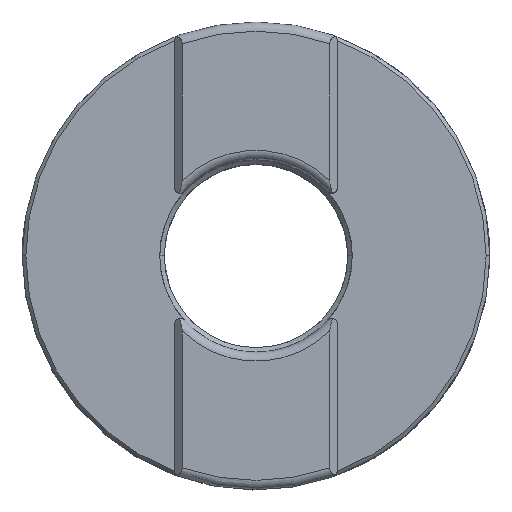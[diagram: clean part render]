
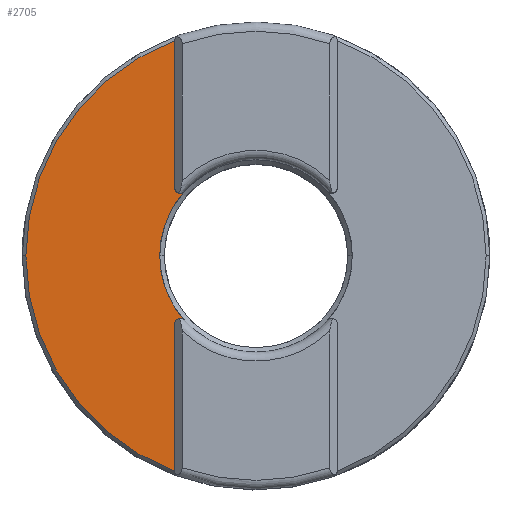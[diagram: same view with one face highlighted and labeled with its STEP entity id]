
A CAD part, top view. The second image highlights one B-rep face of the part: STEP entity #2705.
In plain terms, the highlighted planar face has unit normal (0, 0, 1).
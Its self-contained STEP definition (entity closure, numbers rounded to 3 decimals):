
#24 = CARTESIAN_POINT ( 'NONE',  ( -12.55, 0., 10.2 ) ) ;
#42 = DIRECTION ( 'NONE',  ( 1., 0., 0. ) ) ;
#43 = VERTEX_POINT ( 'NONE', #2406 ) ;
#63 = DIRECTION ( 'NONE',  ( 0., 1., 0. ) ) ;
#124 = CARTESIAN_POINT ( 'NONE',  ( -4.43, 11.956, 10.2 ) ) ;
#195 = CIRCLE ( 'NONE', #1492, 5.25 ) ;
#213 = CARTESIAN_POINT ( 'NONE',  ( -5.25, 0., 10.2 ) ) ;
#222 = ORIENTED_EDGE ( 'NONE', *, *, #2781, .T. ) ;
#241 = AXIS2_PLACEMENT_3D ( 'NONE', #1348, #580, #1835 ) ;
#300 = CARTESIAN_POINT ( 'NONE',  ( 0., 0., 10.2 ) ) ;
#301 = VERTEX_POINT ( 'NONE', #399 ) ;
#326 = CARTESIAN_POINT ( 'NONE',  ( -4.43, 11.956, 10.2 ) ) ;
#352 = DIRECTION ( 'NONE',  ( 1., 0., 0. ) ) ;
#399 = CARTESIAN_POINT ( 'NONE',  ( -3.907, -3.507, 10.2 ) ) ;
#437 = VERTEX_POINT ( 'NONE', #2328 ) ;
#490 = ORIENTED_EDGE ( 'NONE', *, *, #2242, .T. ) ;
#537 = AXIS2_PLACEMENT_3D ( 'NONE', #1426, #2206, #3307 ) ;
#549 = EDGE_LOOP ( 'NONE', ( #2826, #490, #1263, #1182, #1993, #222, #3180, #2155 ) ) ;
#558 = CARTESIAN_POINT ( 'NONE',  ( -4.43, -11.742, 10.2 ) ) ;
#580 = DIRECTION ( 'NONE',  ( 0., 0., -1. ) ) ;
#616 = DIRECTION ( 'NONE',  ( 0., 0., -1. ) ) ;
#774 = DIRECTION ( 'NONE',  ( 1., 0., 0. ) ) ;
#797 = EDGE_CURVE ( 'NONE', #1074, #437, #2308, .T. ) ;
#1043 = DIRECTION ( 'NONE',  ( 1., 0., 0. ) ) ;
#1074 = VERTEX_POINT ( 'NONE', #2333 ) ;
#1161 = CARTESIAN_POINT ( 'NONE',  ( -4.13, -3.708, 10.2 ) ) ;
#1182 = ORIENTED_EDGE ( 'NONE', *, *, #2268, .T. ) ;
#1263 = ORIENTED_EDGE ( 'NONE', *, *, #1871, .T. ) ;
#1269 = EDGE_CURVE ( 'NONE', #1578, #2887, #1622, .T. ) ;
#1299 = DIRECTION ( 'NONE',  ( 0., 0., -1. ) ) ;
#1348 = CARTESIAN_POINT ( 'NONE',  ( -4.13, 3.708, 10.2 ) ) ;
#1426 = CARTESIAN_POINT ( 'NONE',  ( 0., 0., 10.2 ) ) ;
#1492 = AXIS2_PLACEMENT_3D ( 'NONE', #3166, #1299, #774 ) ;
#1578 = VERTEX_POINT ( 'NONE', #558 ) ;
#1622 = LINE ( 'NONE', #326, #2303 ) ;
#1632 = VECTOR ( 'NONE', #3257, 1000. ) ;
#1661 = CIRCLE ( 'NONE', #2929, 5.25 ) ;
#1753 = CARTESIAN_POINT ( 'NONE',  ( -4.43, -3.708, 10.2 ) ) ;
#1831 = VERTEX_POINT ( 'NONE', #213 ) ;
#1835 = DIRECTION ( 'NONE',  ( 1., 0., 0. ) ) ;
#1871 = EDGE_CURVE ( 'NONE', #301, #1831, #195, .T. ) ;
#1993 = ORIENTED_EDGE ( 'NONE', *, *, #797, .T. ) ;
#1998 = CARTESIAN_POINT ( 'NONE',  ( 0., 0., 10.2 ) ) ;
#2012 = VERTEX_POINT ( 'NONE', #24 ) ;
#2123 = EDGE_CURVE ( 'NONE', #2012, #43, #2379, .T. ) ;
#2133 = PLANE ( 'NONE',  #2234 ) ;
#2155 = ORIENTED_EDGE ( 'NONE', *, *, #2625, .F. ) ;
#2206 = DIRECTION ( 'NONE',  ( 0., 0., -1. ) ) ;
#2234 = AXIS2_PLACEMENT_3D ( 'NONE', #2361, #3442, #1043 ) ;
#2242 = EDGE_CURVE ( 'NONE', #2887, #301, #3380, .T. ) ;
#2268 = EDGE_CURVE ( 'NONE', #1831, #1074, #1661, .T. ) ;
#2303 = VECTOR ( 'NONE', #63, 1000. ) ;
#2308 = CIRCLE ( 'NONE', #241, 0.3 ) ;
#2316 = AXIS2_PLACEMENT_3D ( 'NONE', #1161, #616, #352 ) ;
#2328 = CARTESIAN_POINT ( 'NONE',  ( -4.43, 3.708, 10.2 ) ) ;
#2333 = CARTESIAN_POINT ( 'NONE',  ( -3.907, 3.507, 10.2 ) ) ;
#2361 = CARTESIAN_POINT ( 'NONE',  ( 0., 0., 10.2 ) ) ;
#2379 = CIRCLE ( 'NONE', #537, 12.55 ) ;
#2382 = FACE_OUTER_BOUND ( 'NONE', #549, .T. ) ;
#2406 = CARTESIAN_POINT ( 'NONE',  ( -4.43, 11.742, 10.2 ) ) ;
#2481 = DIRECTION ( 'NONE',  ( 0., 0., -1. ) ) ;
#2513 = LINE ( 'NONE', #124, #1632 ) ;
#2625 = EDGE_CURVE ( 'NONE', #1578, #2012, #3299, .T. ) ;
#2705 = ADVANCED_FACE ( 'NONE', ( #2382 ), #2133, .T. ) ;
#2781 = EDGE_CURVE ( 'NONE', #437, #43, #2513, .T. ) ;
#2826 = ORIENTED_EDGE ( 'NONE', *, *, #1269, .T. ) ;
#2887 = VERTEX_POINT ( 'NONE', #1753 ) ;
#2917 = DIRECTION ( 'NONE',  ( 0., 0., -1. ) ) ;
#2929 = AXIS2_PLACEMENT_3D ( 'NONE', #1998, #2481, #3287 ) ;
#2957 = AXIS2_PLACEMENT_3D ( 'NONE', #300, #2917, #42 ) ;
#3166 = CARTESIAN_POINT ( 'NONE',  ( 0., 0., 10.2 ) ) ;
#3180 = ORIENTED_EDGE ( 'NONE', *, *, #2123, .F. ) ;
#3257 = DIRECTION ( 'NONE',  ( 0., 1., 0. ) ) ;
#3287 = DIRECTION ( 'NONE',  ( 1., 0., 0. ) ) ;
#3299 = CIRCLE ( 'NONE', #2957, 12.55 ) ;
#3307 = DIRECTION ( 'NONE',  ( 1., 0., 0. ) ) ;
#3380 = CIRCLE ( 'NONE', #2316, 0.3 ) ;
#3442 = DIRECTION ( 'NONE',  ( 0., 0., 1. ) ) ;
